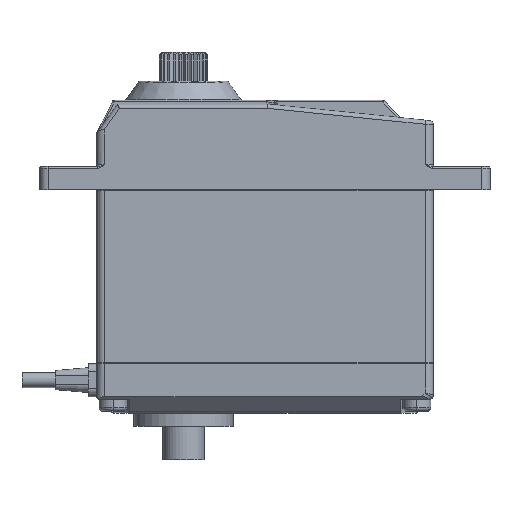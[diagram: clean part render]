
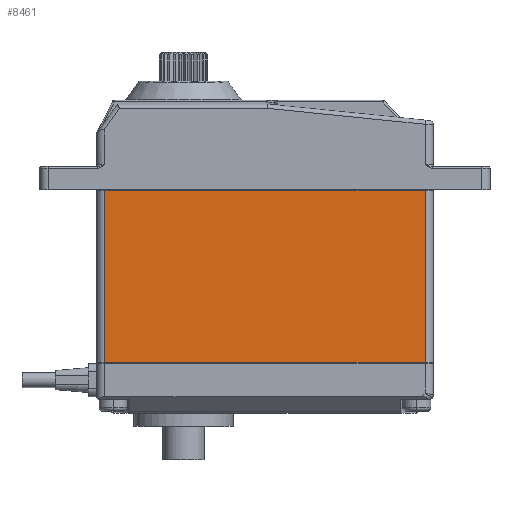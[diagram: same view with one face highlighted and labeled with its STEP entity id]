
A CAD part, top view. The second image highlights one B-rep face of the part: STEP entity #8461.
In plain terms, the highlighted planar face has unit normal (0, 0, 1).
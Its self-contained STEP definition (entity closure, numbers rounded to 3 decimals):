
#151 = DIRECTION ( 'NONE',  ( 0., -1., 0. ) ) ;
#346 = ORIENTED_EDGE ( 'NONE', *, *, #535, .T. ) ;
#535 = EDGE_CURVE ( 'NONE', #4242, #2009, #13932, .T. ) ;
#703 = VECTOR ( 'NONE', #3934, 1000. ) ;
#1401 = EDGE_CURVE ( 'NONE', #8044, #2009, #5501, .T. ) ;
#1922 = EDGE_LOOP ( 'NONE', ( #346, #1943, #12702, #13365 ) ) ;
#1943 = ORIENTED_EDGE ( 'NONE', *, *, #1401, .F. ) ;
#2009 = VERTEX_POINT ( 'NONE', #11675 ) ;
#2030 = VECTOR ( 'NONE', #151, 1000. ) ;
#2346 = CARTESIAN_POINT ( 'NONE',  ( -19.35, 8., 10.05 ) ) ;
#2758 = FACE_OUTER_BOUND ( 'NONE', #1922, .T. ) ;
#3934 = DIRECTION ( 'NONE',  ( -1., 0., 0. ) ) ;
#4242 = VERTEX_POINT ( 'NONE', #5306 ) ;
#4675 = VERTEX_POINT ( 'NONE', #11082 ) ;
#5132 = LINE ( 'NONE', #12127, #2030 ) ;
#5306 = CARTESIAN_POINT ( 'NONE',  ( 19.35, -12.8, 10.05 ) ) ;
#5501 = LINE ( 'NONE', #7239, #9977 ) ;
#5938 = LINE ( 'NONE', #7274, #703 ) ;
#6117 = EDGE_CURVE ( 'NONE', #8044, #4675, #5132, .T. ) ;
#6444 = AXIS2_PLACEMENT_3D ( 'NONE', #11950, #8638, #8545 ) ;
#7239 = CARTESIAN_POINT ( 'NONE',  ( 0., 8., 10.05 ) ) ;
#7274 = CARTESIAN_POINT ( 'NONE',  ( 18.936, -12.8, 10.05 ) ) ;
#7402 = PLANE ( 'NONE',  #6444 ) ;
#8044 = VERTEX_POINT ( 'NONE', #2346 ) ;
#8461 = ADVANCED_FACE ( 'NONE', ( #2758 ), #7402, .F. ) ;
#8545 = DIRECTION ( 'NONE',  ( -1., 0., 0. ) ) ;
#8638 = DIRECTION ( 'NONE',  ( 0., 0., -1. ) ) ;
#9977 = VECTOR ( 'NONE', #13822, 1000. ) ;
#11082 = CARTESIAN_POINT ( 'NONE',  ( -19.35, -12.8, 10.05 ) ) ;
#11675 = CARTESIAN_POINT ( 'NONE',  ( 19.35, 8., 10.05 ) ) ;
#11727 = EDGE_CURVE ( 'NONE', #4242, #4675, #5938, .T. ) ;
#11950 = CARTESIAN_POINT ( 'NONE',  ( 0., 0., 10.05 ) ) ;
#12038 = VECTOR ( 'NONE', #12859, 1000. ) ;
#12127 = CARTESIAN_POINT ( 'NONE',  ( -19.35, 0., 10.05 ) ) ;
#12702 = ORIENTED_EDGE ( 'NONE', *, *, #6117, .T. ) ;
#12859 = DIRECTION ( 'NONE',  ( 0., 1., 0. ) ) ;
#12949 = CARTESIAN_POINT ( 'NONE',  ( 19.35, 0., 10.05 ) ) ;
#13365 = ORIENTED_EDGE ( 'NONE', *, *, #11727, .F. ) ;
#13822 = DIRECTION ( 'NONE',  ( 1., 0., 0. ) ) ;
#13932 = LINE ( 'NONE', #12949, #12038 ) ;
